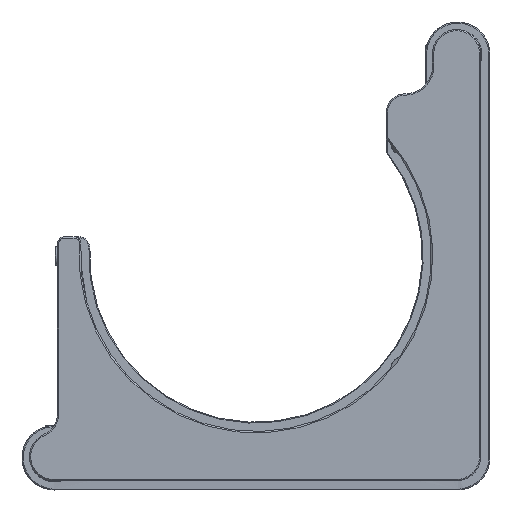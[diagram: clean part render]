
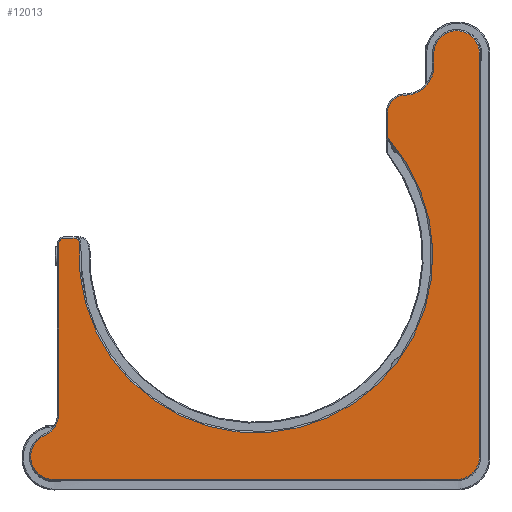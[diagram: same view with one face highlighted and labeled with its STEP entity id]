
A CAD part, left-side view. The second image highlights one B-rep face of the part: STEP entity #12013.
In plain terms, the highlighted planar face has unit normal (1, 0, 0).
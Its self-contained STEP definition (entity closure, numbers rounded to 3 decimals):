
#135 = AXIS2_PLACEMENT_3D ( 'NONE', #7362, #33244, #30359 ) ;
#347 = CARTESIAN_POINT ( 'NONE',  ( -24.5, -32.3, 41.2 ) ) ;
#765 = AXIS2_PLACEMENT_3D ( 'NONE', #16797, #28518, #34064 ) ;
#833 = EDGE_CURVE ( 'NONE', #33273, #29029, #7078, .T. ) ;
#1092 = CARTESIAN_POINT ( 'NONE',  ( -24.5, -48.5, -43.55 ) ) ;
#1398 = VERTEX_POINT ( 'NONE', #30972 ) ;
#1787 = AXIS2_PLACEMENT_3D ( 'NONE', #9967, #12664, #12847 ) ;
#1788 = AXIS2_PLACEMENT_3D ( 'NONE', #11702, #5978, #30229 ) ;
#2188 = EDGE_CURVE ( 'NONE', #11749, #1398, #9252, .T. ) ;
#2533 = CARTESIAN_POINT ( 'NONE',  ( -24.5, 41.6, 3.9 ) ) ;
#3570 = CARTESIAN_POINT ( 'NONE',  ( -24.5, 45.954, -39.024 ) ) ;
#3715 = DIRECTION ( 'NONE',  ( 0., 0., 1. ) ) ;
#3977 = EDGE_CURVE ( 'NONE', #33273, #25945, #23358, .T. ) ;
#3983 = PLANE ( 'NONE',  #19967 ) ;
#4263 = AXIS2_PLACEMENT_3D ( 'NONE', #6049, #34975, #29230 ) ;
#4347 = FACE_OUTER_BOUND ( 'NONE', #17837, .T. ) ;
#4413 = EDGE_CURVE ( 'NONE', #7088, #25945, #29517, .T. ) ;
#5022 = VECTOR ( 'NONE', #13802, 1000. ) ;
#5223 = CARTESIAN_POINT ( 'NONE',  ( -24.5, 43.95, -43.55 ) ) ;
#5674 = AXIS2_PLACEMENT_3D ( 'NONE', #5223, #22066, #33769 ) ;
#5978 = DIRECTION ( 'NONE',  ( 1., 0., 0. ) ) ;
#6036 = DIRECTION ( 'NONE',  ( 0., 0., -1. ) ) ;
#6049 = CARTESIAN_POINT ( 'NONE',  ( -24.5, 39.508, 2.7 ) ) ;
#6708 = CARTESIAN_POINT ( 'NONE',  ( -24.5, 42.8, 7.2 ) ) ;
#6742 = DIRECTION ( 'NONE',  ( -1., 0., 0. ) ) ;
#7011 = ORIENTED_EDGE ( 'NONE', *, *, #22299, .F. ) ;
#7078 = LINE ( 'NONE', #6708, #28789 ) ;
#7088 = VERTEX_POINT ( 'NONE', #25874 ) ;
#7362 = CARTESIAN_POINT ( 'NONE',  ( -24.5, 48.1, -34.178 ) ) ;
#7406 = DIRECTION ( 'NONE',  ( -1., 0., 0. ) ) ;
#7595 = DIRECTION ( 'NONE',  ( 0., 0., 1. ) ) ;
#7756 = VERTEX_POINT ( 'NONE', #12961 ) ;
#8250 = EDGE_CURVE ( 'NONE', #29029, #29255, #9964, .T. ) ;
#8257 = EDGE_CURVE ( 'NONE', #17294, #7088, #19402, .T. ) ;
#8562 = DIRECTION ( 'NONE',  ( 1., 0., 0. ) ) ;
#9132 = EDGE_CURVE ( 'NONE', #11749, #16975, #16109, .T. ) ;
#9252 = LINE ( 'NONE', #15359, #36156 ) ;
#9444 = ORIENTED_EDGE ( 'NONE', *, *, #8250, .T. ) ;
#9714 = ORIENTED_EDGE ( 'NONE', *, *, #30092, .T. ) ;
#9964 = CIRCLE ( 'NONE', #23448, 1.2 ) ;
#9967 = CARTESIAN_POINT ( 'NONE',  ( -24.5, 0., 0. ) ) ;
#11222 = ORIENTED_EDGE ( 'NONE', *, *, #9132, .F. ) ;
#11367 = DIRECTION ( 'NONE',  ( 0., -1., 0. ) ) ;
#11576 = ORIENTED_EDGE ( 'NONE', *, *, #4413, .T. ) ;
#11601 = CIRCLE ( 'NONE', #4263, 1.2 ) ;
#11702 = CARTESIAN_POINT ( 'NONE',  ( -24.5, -32.3, 31.2 ) ) ;
#11749 = VERTEX_POINT ( 'NONE', #31195 ) ;
#12013 = ADVANCED_FACE ( 'NONE', ( #4347 ), #3983, .F. ) ;
#12110 = VERTEX_POINT ( 'NONE', #25215 ) ;
#12664 = DIRECTION ( 'NONE',  ( 1., 0., 0. ) ) ;
#12847 = DIRECTION ( 'NONE',  ( 0., -1., 0. ) ) ;
#12961 = CARTESIAN_POINT ( 'NONE',  ( -24.5, 39.508, 3.9 ) ) ;
#13661 = CARTESIAN_POINT ( 'NONE',  ( -24.5, 43.95, -48.5 ) ) ;
#13802 = DIRECTION ( 'NONE',  ( 0., 0., -1. ) ) ;
#13987 = CIRCLE ( 'NONE', #1788, 3.7 ) ;
#14830 = DIRECTION ( 'NONE',  ( 1., 0., 0. ) ) ;
#15359 = CARTESIAN_POINT ( 'NONE',  ( -24.5, -28.6, 4.2 ) ) ;
#15495 = EDGE_CURVE ( 'NONE', #31234, #17294, #22318, .T. ) ;
#16015 = CIRCLE ( 'NONE', #765, 4.95 ) ;
#16109 = CIRCLE ( 'NONE', #34498, 1.2 ) ;
#16423 = CIRCLE ( 'NONE', #37881, 6.3 ) ;
#16525 = CARTESIAN_POINT ( 'NONE',  ( -24.5, 41.6, 2.7 ) ) ;
#16797 = CARTESIAN_POINT ( 'NONE',  ( -24.5, -43.55, 43.95 ) ) ;
#16975 = VERTEX_POINT ( 'NONE', #26320 ) ;
#17277 = ORIENTED_EDGE ( 'NONE', *, *, #2188, .T. ) ;
#17294 = VERTEX_POINT ( 'NONE', #23973 ) ;
#17434 = CARTESIAN_POINT ( 'NONE',  ( -24.5, 42.8, -34.178 ) ) ;
#17837 = EDGE_LOOP ( 'NONE', ( #28841, #34224, #24088, #33907, #20872, #28932, #37275, #11576, #28198, #22666, #9444, #9714, #28648, #7011, #11222, #17277 ) ) ;
#18182 = DIRECTION ( 'NONE',  ( 0., 0., 1. ) ) ;
#18518 = VECTOR ( 'NONE', #37050, 1000. ) ;
#18590 = DIRECTION ( 'NONE',  ( 0., 0., -1. ) ) ;
#18812 = VERTEX_POINT ( 'NONE', #20855 ) ;
#19402 = LINE ( 'NONE', #13661, #18518 ) ;
#19967 = AXIS2_PLACEMENT_3D ( 'NONE', #30967, #7406, #7595 ) ;
#20855 = CARTESIAN_POINT ( 'NONE',  ( -24.5, -32.3, 34.9 ) ) ;
#20872 = ORIENTED_EDGE ( 'NONE', *, *, #29108, .T. ) ;
#22066 = DIRECTION ( 'NONE',  ( 1., 0., 0. ) ) ;
#22299 = EDGE_CURVE ( 'NONE', #16975, #32053, #23820, .T. ) ;
#22318 = CIRCLE ( 'NONE', #25388, 4.95 ) ;
#22471 = VECTOR ( 'NONE', #35089, 1000. ) ;
#22666 = ORIENTED_EDGE ( 'NONE', *, *, #833, .T. ) ;
#22890 = CARTESIAN_POINT ( 'NONE',  ( -24.5, -43.55, -43.55 ) ) ;
#22922 = EDGE_CURVE ( 'NONE', #12110, #18812, #16423, .T. ) ;
#23358 = CIRCLE ( 'NONE', #135, 5.3 ) ;
#23448 = AXIS2_PLACEMENT_3D ( 'NONE', #16525, #31106, #34568 ) ;
#23820 = CIRCLE ( 'NONE', #1787, 38.4 ) ;
#23973 = CARTESIAN_POINT ( 'NONE',  ( -24.5, -43.55, -48.5 ) ) ;
#24088 = ORIENTED_EDGE ( 'NONE', *, *, #26155, .T. ) ;
#24094 = VERTEX_POINT ( 'NONE', #27468 ) ;
#25215 = CARTESIAN_POINT ( 'NONE',  ( -24.5, -38.6, 41.2 ) ) ;
#25356 = CARTESIAN_POINT ( 'NONE',  ( -24.5, -38.6, 43.95 ) ) ;
#25388 = AXIS2_PLACEMENT_3D ( 'NONE', #22890, #14830, #6036 ) ;
#25874 = CARTESIAN_POINT ( 'NONE',  ( -24.5, 43.95, -48.5 ) ) ;
#25891 = LINE ( 'NONE', #28581, #5022 ) ;
#25945 = VERTEX_POINT ( 'NONE', #3570 ) ;
#26155 = EDGE_CURVE ( 'NONE', #12110, #33976, #29334, .T. ) ;
#26320 = CARTESIAN_POINT ( 'NONE',  ( -24.5, -28.897, 25.289 ) ) ;
#27050 = VECTOR ( 'NONE', #11367, 1000. ) ;
#27468 = CARTESIAN_POINT ( 'NONE',  ( -24.5, -48.5, 43.95 ) ) ;
#27593 = EDGE_CURVE ( 'NONE', #1398, #18812, #13987, .T. ) ;
#28198 = ORIENTED_EDGE ( 'NONE', *, *, #3977, .F. ) ;
#28518 = DIRECTION ( 'NONE',  ( 1., 0., 0. ) ) ;
#28581 = CARTESIAN_POINT ( 'NONE',  ( -24.5, -48.5, -43.55 ) ) ;
#28648 = ORIENTED_EDGE ( 'NONE', *, *, #35407, .F. ) ;
#28789 = VECTOR ( 'NONE', #18182, 1000. ) ;
#28827 = LINE ( 'NONE', #37640, #27050 ) ;
#28841 = ORIENTED_EDGE ( 'NONE', *, *, #27593, .T. ) ;
#28932 = ORIENTED_EDGE ( 'NONE', *, *, #15495, .T. ) ;
#29029 = VERTEX_POINT ( 'NONE', #29939 ) ;
#29108 = EDGE_CURVE ( 'NONE', #24094, #31234, #25891, .T. ) ;
#29230 = DIRECTION ( 'NONE',  ( 0., 1., 0. ) ) ;
#29255 = VERTEX_POINT ( 'NONE', #2533 ) ;
#29334 = LINE ( 'NONE', #32019, #22471 ) ;
#29517 = CIRCLE ( 'NONE', #5674, 4.95 ) ;
#29939 = CARTESIAN_POINT ( 'NONE',  ( -24.5, 42.8, 2.7 ) ) ;
#30092 = EDGE_CURVE ( 'NONE', #29255, #7756, #28827, .T. ) ;
#30229 = DIRECTION ( 'NONE',  ( 0., 0., -1. ) ) ;
#30359 = DIRECTION ( 'NONE',  ( 0., 0., 1. ) ) ;
#30480 = CARTESIAN_POINT ( 'NONE',  ( -24.5, -29.8, 26.079 ) ) ;
#30967 = CARTESIAN_POINT ( 'NONE',  ( -24.5, 43.95, -43.55 ) ) ;
#30968 = EDGE_CURVE ( 'NONE', #33976, #24094, #16015, .T. ) ;
#30972 = CARTESIAN_POINT ( 'NONE',  ( -24.5, -28.6, 31.2 ) ) ;
#31106 = DIRECTION ( 'NONE',  ( 1., 0., 0. ) ) ;
#31195 = CARTESIAN_POINT ( 'NONE',  ( -24.5, -28.6, 26.079 ) ) ;
#31234 = VERTEX_POINT ( 'NONE', #1092 ) ;
#32019 = CARTESIAN_POINT ( 'NONE',  ( -24.5, -38.6, 49.2 ) ) ;
#32053 = VERTEX_POINT ( 'NONE', #34831 ) ;
#33244 = DIRECTION ( 'NONE',  ( 1., 0., 0. ) ) ;
#33273 = VERTEX_POINT ( 'NONE', #17434 ) ;
#33769 = DIRECTION ( 'NONE',  ( 0., 0., -1. ) ) ;
#33907 = ORIENTED_EDGE ( 'NONE', *, *, #30968, .T. ) ;
#33976 = VERTEX_POINT ( 'NONE', #25356 ) ;
#34064 = DIRECTION ( 'NONE',  ( 0., 0., -1. ) ) ;
#34224 = ORIENTED_EDGE ( 'NONE', *, *, #22922, .F. ) ;
#34498 = AXIS2_PLACEMENT_3D ( 'NONE', #30480, #6742, #18590 ) ;
#34568 = DIRECTION ( 'NONE',  ( 0., 1., 0. ) ) ;
#34831 = CARTESIAN_POINT ( 'NONE',  ( -24.5, 38.311, 2.618 ) ) ;
#34975 = DIRECTION ( 'NONE',  ( -1., 0., 0. ) ) ;
#35089 = DIRECTION ( 'NONE',  ( 0., 0., 1. ) ) ;
#35407 = EDGE_CURVE ( 'NONE', #32053, #7756, #11601, .T. ) ;
#36156 = VECTOR ( 'NONE', #3715, 1000. ) ;
#37050 = DIRECTION ( 'NONE',  ( 0., 1., 0. ) ) ;
#37275 = ORIENTED_EDGE ( 'NONE', *, *, #8257, .T. ) ;
#37640 = CARTESIAN_POINT ( 'NONE',  ( -24.5, 54.2, 3.9 ) ) ;
#37700 = DIRECTION ( 'NONE',  ( 0., -1., 0. ) ) ;
#37881 = AXIS2_PLACEMENT_3D ( 'NONE', #347, #8562, #37700 ) ;
